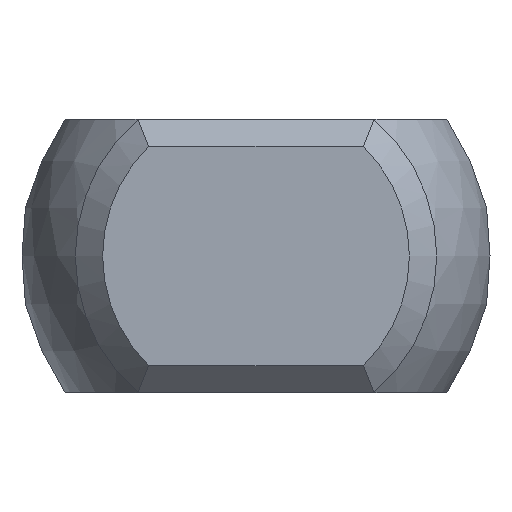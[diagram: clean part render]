
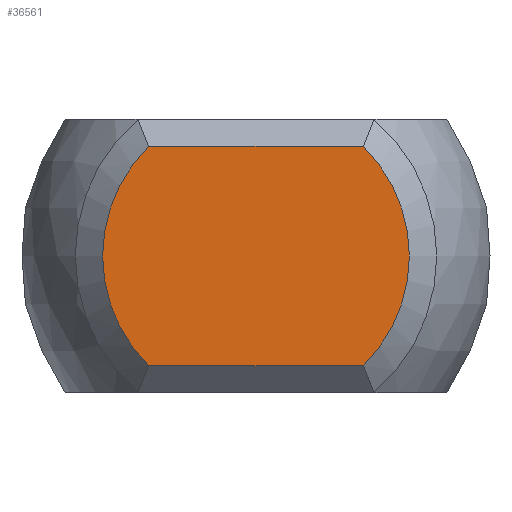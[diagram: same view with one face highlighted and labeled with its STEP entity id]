
A CAD part, left-side view. The second image highlights one B-rep face of the part: STEP entity #36561.
In plain terms, the highlighted planar face has unit normal (-1, 0, 0).
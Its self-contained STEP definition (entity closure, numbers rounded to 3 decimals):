
#34958 = PLANE('',#34959);
#34959 = AXIS2_PLACEMENT_3D('',#34960,#34961,#34962);
#34960 = CARTESIAN_POINT('',(-24.75,3.125,2.25));
#34961 = DIRECTION('',(-0.707,0.,0.707));
#34962 = DIRECTION('',(0.707,0.,0.707));
#36205 = EDGE_CURVE('',#36206,#36208,#36210,.T.);
#36206 = VERTEX_POINT('',#36207);
#36207 = CARTESIAN_POINT('',(-25.,-1.96,-2.));
#36208 = VERTEX_POINT('',#36209);
#36209 = CARTESIAN_POINT('',(-25.,1.96,-2.));
#36210 = SURFACE_CURVE('',#36211,(#36215,#36227),.PCURVE_S1.);
#36211 = LINE('',#36212,#36213);
#36212 = CARTESIAN_POINT('',(-25.,-3.125,-2.));
#36213 = VECTOR('',#36214,1.);
#36214 = DIRECTION('',(0.,1.,0.));
#36215 = PCURVE('',#36216,#36221);
#36216 = PLANE('',#36217);
#36217 = AXIS2_PLACEMENT_3D('',#36218,#36219,#36220);
#36218 = CARTESIAN_POINT('',(-24.75,-3.125,-2.25));
#36219 = DIRECTION('',(-0.707,0.,
    -0.707));
#36220 = DIRECTION('',(-0.707,0.,0.707));
#36221 = DEFINITIONAL_REPRESENTATION('',(#36222),#36226);
#36222 = LINE('',#36223,#36224);
#36223 = CARTESIAN_POINT('',(0.354,0.));
#36224 = VECTOR('',#36225,1.);
#36225 = DIRECTION('',(0.,1.));
#36226 = ( GEOMETRIC_REPRESENTATION_CONTEXT(2) 
PARAMETRIC_REPRESENTATION_CONTEXT() REPRESENTATION_CONTEXT('2D SPACE',''
  ) );
#36227 = PCURVE('',#36228,#36233);
#36228 = PLANE('',#36229);
#36229 = AXIS2_PLACEMENT_3D('',#36230,#36231,#36232);
#36230 = CARTESIAN_POINT('',(-25.,0.,0.));
#36231 = DIRECTION('',(1.,0.,0.));
#36232 = DIRECTION('',(0.,0.,-1.));
#36233 = DEFINITIONAL_REPRESENTATION('',(#36234),#36238);
#36234 = LINE('',#36235,#36236);
#36235 = CARTESIAN_POINT('',(2.,-3.125));
#36236 = VECTOR('',#36237,1.);
#36237 = DIRECTION('',(0.,1.));
#36238 = ( GEOMETRIC_REPRESENTATION_CONTEXT(2) 
PARAMETRIC_REPRESENTATION_CONTEXT() REPRESENTATION_CONTEXT('2D SPACE',''
  ) );
#36258 = CONICAL_SURFACE('',#36259,3.05,0.785);
#36259 = AXIS2_PLACEMENT_3D('',#36260,#36261,#36262);
#36260 = CARTESIAN_POINT('',(-24.75,0.,0.));
#36261 = DIRECTION('',(1.,0.,0.));
#36262 = DIRECTION('',(-0.,1.,0.));
#36308 = CONICAL_SURFACE('',#36309,3.05,0.785);
#36309 = AXIS2_PLACEMENT_3D('',#36310,#36311,#36312);
#36310 = CARTESIAN_POINT('',(-24.75,0.,0.));
#36311 = DIRECTION('',(1.,0.,0.));
#36312 = DIRECTION('',(0.,-1.,0.));
#36322 = EDGE_CURVE('',#36323,#36325,#36327,.T.);
#36323 = VERTEX_POINT('',#36324);
#36324 = CARTESIAN_POINT('',(-25.,1.96,2.));
#36325 = VERTEX_POINT('',#36326);
#36326 = CARTESIAN_POINT('',(-25.,-1.96,2.));
#36327 = SURFACE_CURVE('',#36328,(#36332,#36339),.PCURVE_S1.);
#36328 = LINE('',#36329,#36330);
#36329 = CARTESIAN_POINT('',(-25.,3.125,2.));
#36330 = VECTOR('',#36331,1.);
#36331 = DIRECTION('',(0.,-1.,0.));
#36332 = PCURVE('',#34958,#36333);
#36333 = DEFINITIONAL_REPRESENTATION('',(#36334),#36338);
#36334 = LINE('',#36335,#36336);
#36335 = CARTESIAN_POINT('',(-0.354,0.));
#36336 = VECTOR('',#36337,1.);
#36337 = DIRECTION('',(0.,-1.));
#36338 = ( GEOMETRIC_REPRESENTATION_CONTEXT(2) 
PARAMETRIC_REPRESENTATION_CONTEXT() REPRESENTATION_CONTEXT('2D SPACE',''
  ) );
#36339 = PCURVE('',#36228,#36340);
#36340 = DEFINITIONAL_REPRESENTATION('',(#36341),#36345);
#36341 = LINE('',#36342,#36343);
#36342 = CARTESIAN_POINT('',(-2.,3.125));
#36343 = VECTOR('',#36344,1.);
#36344 = DIRECTION('',(0.,-1.));
#36345 = ( GEOMETRIC_REPRESENTATION_CONTEXT(2) 
PARAMETRIC_REPRESENTATION_CONTEXT() REPRESENTATION_CONTEXT('2D SPACE',''
  ) );
#36418 = EDGE_CURVE('',#36325,#36206,#36419,.T.);
#36419 = SURFACE_CURVE('',#36420,(#36425,#36432),.PCURVE_S1.);
#36420 = CIRCLE('',#36421,2.8);
#36421 = AXIS2_PLACEMENT_3D('',#36422,#36423,#36424);
#36422 = CARTESIAN_POINT('',(-25.,0.,0.));
#36423 = DIRECTION('',(1.,0.,0.));
#36424 = DIRECTION('',(0.,-1.,0.));
#36425 = PCURVE('',#36308,#36426);
#36426 = DEFINITIONAL_REPRESENTATION('',(#36427),#36431);
#36427 = LINE('',#36428,#36429);
#36428 = CARTESIAN_POINT('',(-6.283,-0.25));
#36429 = VECTOR('',#36430,1.);
#36430 = DIRECTION('',(1.,0.));
#36431 = ( GEOMETRIC_REPRESENTATION_CONTEXT(2) 
PARAMETRIC_REPRESENTATION_CONTEXT() REPRESENTATION_CONTEXT('2D SPACE',''
  ) );
#36432 = PCURVE('',#36228,#36433);
#36433 = DEFINITIONAL_REPRESENTATION('',(#36434),#36438);
#36434 = CIRCLE('',#36435,2.8);
#36435 = AXIS2_PLACEMENT_2D('',#36436,#36437);
#36436 = CARTESIAN_POINT('',(0.,0.));
#36437 = DIRECTION('',(0.,-1.));
#36438 = ( GEOMETRIC_REPRESENTATION_CONTEXT(2) 
PARAMETRIC_REPRESENTATION_CONTEXT() REPRESENTATION_CONTEXT('2D SPACE',''
  ) );
#36444 = EDGE_CURVE('',#36208,#36323,#36445,.T.);
#36445 = SURFACE_CURVE('',#36446,(#36451,#36458),.PCURVE_S1.);
#36446 = CIRCLE('',#36447,2.8);
#36447 = AXIS2_PLACEMENT_3D('',#36448,#36449,#36450);
#36448 = CARTESIAN_POINT('',(-25.,0.,0.));
#36449 = DIRECTION('',(1.,0.,0.));
#36450 = DIRECTION('',(-0.,1.,0.));
#36451 = PCURVE('',#36258,#36452);
#36452 = DEFINITIONAL_REPRESENTATION('',(#36453),#36457);
#36453 = LINE('',#36454,#36455);
#36454 = CARTESIAN_POINT('',(0.,-0.25));
#36455 = VECTOR('',#36456,1.);
#36456 = DIRECTION('',(1.,0.));
#36457 = ( GEOMETRIC_REPRESENTATION_CONTEXT(2) 
PARAMETRIC_REPRESENTATION_CONTEXT() REPRESENTATION_CONTEXT('2D SPACE',''
  ) );
#36458 = PCURVE('',#36228,#36459);
#36459 = DEFINITIONAL_REPRESENTATION('',(#36460),#36464);
#36460 = CIRCLE('',#36461,2.8);
#36461 = AXIS2_PLACEMENT_2D('',#36462,#36463);
#36462 = CARTESIAN_POINT('',(0.,0.));
#36463 = DIRECTION('',(0.,1.));
#36464 = ( GEOMETRIC_REPRESENTATION_CONTEXT(2) 
PARAMETRIC_REPRESENTATION_CONTEXT() REPRESENTATION_CONTEXT('2D SPACE',''
  ) );
#36561 = ADVANCED_FACE('',(#36562),#36228,.F.);
#36562 = FACE_BOUND('',#36563,.T.);
#36563 = EDGE_LOOP('',(#36564,#36565,#36566,#36567));
#36564 = ORIENTED_EDGE('',*,*,#36322,.F.);
#36565 = ORIENTED_EDGE('',*,*,#36444,.F.);
#36566 = ORIENTED_EDGE('',*,*,#36205,.F.);
#36567 = ORIENTED_EDGE('',*,*,#36418,.F.);
